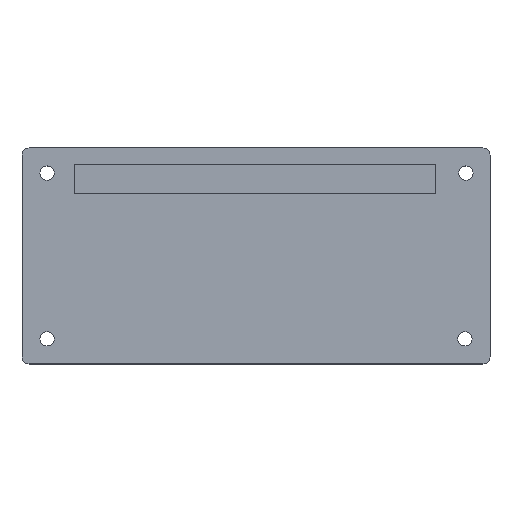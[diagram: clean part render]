
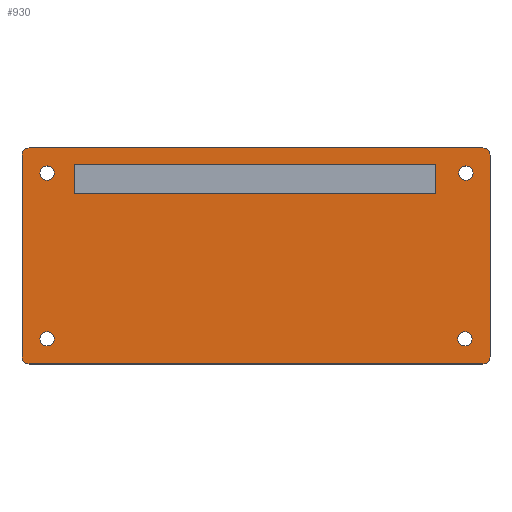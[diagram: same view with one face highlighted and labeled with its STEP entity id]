
A CAD part, top view. The second image highlights one B-rep face of the part: STEP entity #930.
In plain terms, the highlighted planar face has unit normal (0, 0, 1).
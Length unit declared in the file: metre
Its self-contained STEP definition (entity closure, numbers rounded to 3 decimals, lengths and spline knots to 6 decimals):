
#53=LINE('',#1421,#153);
#56=LINE('',#1427,#156);
#59=LINE('',#1433,#159);
#61=LINE('',#1446,#161);
#64=LINE('',#1455,#164);
#65=LINE('',#1458,#165);
#66=LINE('',#1460,#166);
#67=LINE('',#1462,#167);
#153=VECTOR('',#1131,1.);
#156=VECTOR('',#1136,1.);
#159=VECTOR('',#1141,1.);
#161=VECTOR('',#1157,1.);
#164=VECTOR('',#1166,1.);
#165=VECTOR('',#1167,1.);
#166=VECTOR('',#1168,1.);
#167=VECTOR('',#1169,1.);
#288=ORIENTED_EDGE('',*,*,#528,.F.);
#289=ORIENTED_EDGE('',*,*,#529,.F.);
#290=ORIENTED_EDGE('',*,*,#530,.T.);
#291=ORIENTED_EDGE('',*,*,#531,.T.);
#292=ORIENTED_EDGE('',*,*,#519,.T.);
#293=ORIENTED_EDGE('',*,*,#532,.T.);
#294=ORIENTED_EDGE('',*,*,#524,.T.);
#295=ORIENTED_EDGE('',*,*,#533,.T.);
#296=ORIENTED_EDGE('',*,*,#513,.F.);
#297=ORIENTED_EDGE('',*,*,#534,.T.);
#298=ORIENTED_EDGE('',*,*,#516,.F.);
#299=ORIENTED_EDGE('',*,*,#535,.T.);
#300=ORIENTED_EDGE('',*,*,#523,.F.);
#301=ORIENTED_EDGE('',*,*,#522,.F.);
#302=ORIENTED_EDGE('',*,*,#521,.F.);
#303=ORIENTED_EDGE('',*,*,#527,.F.);
#513=EDGE_CURVE('',#636,#637,#53,.T.);
#516=EDGE_CURVE('',#638,#639,#56,.T.);
#519=EDGE_CURVE('',#641,#640,#59,.T.);
#521=EDGE_CURVE('',#642,#642,#696,.T.);
#522=EDGE_CURVE('',#643,#643,#697,.T.);
#523=EDGE_CURVE('',#644,#644,#698,.T.);
#524=EDGE_CURVE('',#645,#646,#61,.T.);
#527=EDGE_CURVE('',#647,#647,#699,.T.);
#528=EDGE_CURVE('',#648,#649,#64,.T.);
#529=EDGE_CURVE('',#650,#648,#65,.T.);
#530=EDGE_CURVE('',#650,#651,#66,.T.);
#531=EDGE_CURVE('',#651,#649,#67,.T.);
#532=EDGE_CURVE('',#640,#645,#700,.T.);
#533=EDGE_CURVE('',#646,#637,#701,.T.);
#534=EDGE_CURVE('',#636,#639,#702,.T.);
#535=EDGE_CURVE('',#638,#641,#703,.T.);
#636=VERTEX_POINT('',#1420);
#637=VERTEX_POINT('',#1422);
#638=VERTEX_POINT('',#1426);
#639=VERTEX_POINT('',#1428);
#640=VERTEX_POINT('',#1432);
#641=VERTEX_POINT('',#1434);
#642=VERTEX_POINT('',#1438);
#643=VERTEX_POINT('',#1441);
#644=VERTEX_POINT('',#1444);
#645=VERTEX_POINT('',#1447);
#646=VERTEX_POINT('',#1448);
#647=VERTEX_POINT('',#1453);
#648=VERTEX_POINT('',#1456);
#649=VERTEX_POINT('',#1457);
#650=VERTEX_POINT('',#1459);
#651=VERTEX_POINT('',#1461);
#696=CIRCLE('',#1008,0.001);
#697=CIRCLE('',#1010,0.001);
#698=CIRCLE('',#1012,0.001);
#699=CIRCLE('',#1015,0.001);
#700=CIRCLE('',#1017,0.001);
#701=CIRCLE('',#1018,0.001);
#702=CIRCLE('',#1019,0.001);
#703=CIRCLE('',#1020,0.001);
#735=EDGE_LOOP('',(#288,#289,#290,#291));
#736=EDGE_LOOP('',(#292,#293,#294,#295,#296,#297,#298,#299));
#737=EDGE_LOOP('',(#300));
#738=EDGE_LOOP('',(#301));
#739=EDGE_LOOP('',(#302));
#740=EDGE_LOOP('',(#303));
#819=FACE_BOUND('',#735,.T.);
#820=FACE_BOUND('',#736,.T.);
#821=FACE_BOUND('',#737,.T.);
#822=FACE_BOUND('',#738,.T.);
#823=FACE_BOUND('',#739,.T.);
#824=FACE_BOUND('',#740,.T.);
#881=PLANE('',#1016);
#930=ADVANCED_FACE('',(#819,#820,#821,#822,#823,#824),#881,.T.);
#1008=AXIS2_PLACEMENT_3D('',#1437,#1145,#1146);
#1010=AXIS2_PLACEMENT_3D('',#1440,#1149,#1150);
#1012=AXIS2_PLACEMENT_3D('',#1443,#1153,#1154);
#1015=AXIS2_PLACEMENT_3D('',#1452,#1162,#1163);
#1016=AXIS2_PLACEMENT_3D('',#1454,#1164,#1165);
#1017=AXIS2_PLACEMENT_3D('',#1463,#1170,#1171);
#1018=AXIS2_PLACEMENT_3D('',#1464,#1172,#1173);
#1019=AXIS2_PLACEMENT_3D('',#1465,#1174,#1175);
#1020=AXIS2_PLACEMENT_3D('',#1466,#1176,#1177);
#1131=DIRECTION('',(-1.,0.,0.));
#1136=DIRECTION('',(0.,-1.,0.));
#1141=DIRECTION('',(-1.,0.,0.));
#1145=DIRECTION('',(0.,0.,1.));
#1146=DIRECTION('',(1.,0.,0.));
#1149=DIRECTION('',(0.,0.,1.));
#1150=DIRECTION('',(1.,0.,0.));
#1153=DIRECTION('',(0.,0.,1.));
#1154=DIRECTION('',(1.,0.,0.));
#1157=DIRECTION('',(0.,-1.,0.));
#1162=DIRECTION('',(0.,0.,1.));
#1163=DIRECTION('',(1.,0.,0.));
#1164=DIRECTION('',(0.,0.,1.));
#1165=DIRECTION('',(1.,0.,0.));
#1166=DIRECTION('',(0.,1.,0.));
#1167=DIRECTION('',(1.,0.,0.));
#1168=DIRECTION('',(0.,1.,0.));
#1169=DIRECTION('',(1.,0.,0.));
#1170=DIRECTION('',(0.,0.,1.));
#1171=DIRECTION('',(1.,0.,0.));
#1172=DIRECTION('',(0.,0.,1.));
#1173=DIRECTION('',(1.,0.,0.));
#1174=DIRECTION('',(0.,0.,1.));
#1175=DIRECTION('',(1.,0.,0.));
#1176=DIRECTION('',(0.,0.,1.));
#1177=DIRECTION('',(1.,0.,0.));
#1420=CARTESIAN_POINT('',(-0.001081,-0.02998,0.0014));
#1421=CARTESIAN_POINT('',(-0.032581,-0.02998,0.0014));
#1422=CARTESIAN_POINT('',(-0.064081,-0.02998,0.0014));
#1426=CARTESIAN_POINT('',(-0.000081,-0.00098,0.0014));
#1427=CARTESIAN_POINT('',(-0.000081,-0.01498,0.0014));
#1428=CARTESIAN_POINT('',(-0.000081,-0.02898,0.0014));
#1432=CARTESIAN_POINT('',(-0.064081,0.00002,0.0014));
#1433=CARTESIAN_POINT('',(-0.032581,0.00002,0.0014));
#1434=CARTESIAN_POINT('',(-0.001081,0.00002,0.0014));
#1437=CARTESIAN_POINT('',(-0.061581,-0.02648,0.0014));
#1438=CARTESIAN_POINT('',(-0.060581,-0.02648,0.0014));
#1440=CARTESIAN_POINT('',(-0.003438,-0.00348,0.0014));
#1441=CARTESIAN_POINT('',(-0.002438,-0.00348,0.0014));
#1443=CARTESIAN_POINT('',(-0.003581,-0.02648,0.0014));
#1444=CARTESIAN_POINT('',(-0.002581,-0.02648,0.0014));
#1446=CARTESIAN_POINT('',(-0.065081,-0.01498,0.0014));
#1447=CARTESIAN_POINT('',(-0.065081,-0.00098,0.0014));
#1448=CARTESIAN_POINT('',(-0.065081,-0.02898,0.0014));
#1452=CARTESIAN_POINT('',(-0.061581,-0.00348,0.0014));
#1453=CARTESIAN_POINT('',(-0.060581,-0.00348,0.0014));
#1454=CARTESIAN_POINT('',(-0.032512,-0.01505,0.0014));
#1455=CARTESIAN_POINT('',(-0.007645,-0.01505,0.0014));
#1456=CARTESIAN_POINT('',(-0.007645,-0.006346,0.0014));
#1457=CARTESIAN_POINT('',(-0.007645,-0.002297,0.0014));
#1458=CARTESIAN_POINT('',(-0.032512,-0.006346,0.0014));
#1459=CARTESIAN_POINT('',(-0.057849,-0.006346,0.0014));
#1460=CARTESIAN_POINT('',(-0.057849,-0.01505,0.0014));
#1461=CARTESIAN_POINT('',(-0.057849,-0.002297,0.0014));
#1462=CARTESIAN_POINT('',(-0.032512,-0.002297,0.0014));
#1463=CARTESIAN_POINT('',(-0.064081,-0.00098,0.0014));
#1464=CARTESIAN_POINT('',(-0.064081,-0.02898,0.0014));
#1465=CARTESIAN_POINT('',(-0.001081,-0.02898,0.0014));
#1466=CARTESIAN_POINT('',(-0.001081,-0.00098,0.0014));
